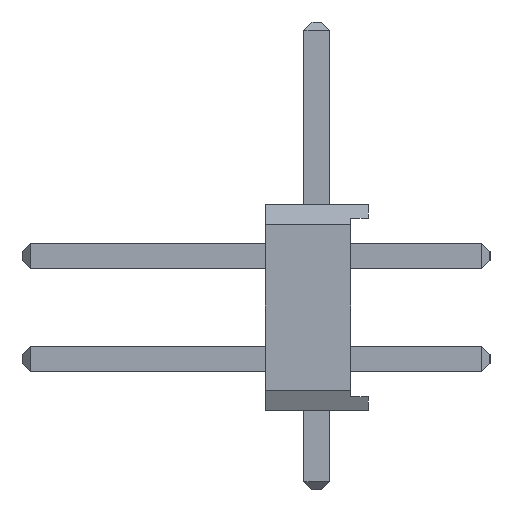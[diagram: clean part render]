
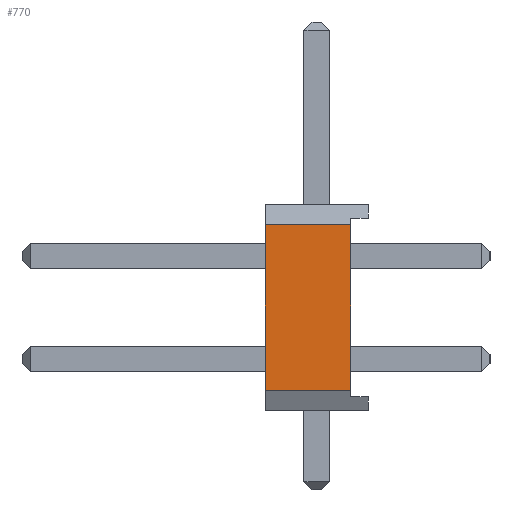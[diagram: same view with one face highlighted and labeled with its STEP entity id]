
A CAD part, left-side view. The second image highlights one B-rep face of the part: STEP entity #770.
In plain terms, the highlighted planar face has unit normal (-1, 0, 0).
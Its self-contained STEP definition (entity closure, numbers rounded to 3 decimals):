
#770 = ADVANCED_FACE( '', ( #2116 ), #2117, .T. );
#2116 = FACE_OUTER_BOUND( '', #4166, .T. );
#2117 = PLANE( '', #4167 );
#4166 = EDGE_LOOP( '', ( #6663, #6664, #6665, #6666 ) );
#4167 = AXIS2_PLACEMENT_3D( '', #6667, #6668, #6669 );
#6663 = ORIENTED_EDGE( '', *, *, #12212, .F. );
#6664 = ORIENTED_EDGE( '', *, *, #12332, .T. );
#6665 = ORIENTED_EDGE( '', *, *, #12333, .T. );
#6666 = ORIENTED_EDGE( '', *, *, #12334, .T. );
#6667 = CARTESIAN_POINT( '', ( -40.64, 0., 0. ) );
#6668 = DIRECTION( '', ( -1., 0., 0. ) );
#6669 = DIRECTION( '', ( 0., 0., 1. ) );
#12212 = EDGE_CURVE( '', #14768, #14770, #14771, .T. );
#12332 = EDGE_CURVE( '', #14768, #14971, #14972, .T. );
#12333 = EDGE_CURVE( '', #14971, #14973, #14974, .T. );
#12334 = EDGE_CURVE( '', #14973, #14770, #14975, .T. );
#14768 = VERTEX_POINT( '', #18501 );
#14770 = VERTEX_POINT( '', #18504 );
#14771 = LINE( '', #18505, #18506 );
#14971 = VERTEX_POINT( '', #18801 );
#14972 = LINE( '', #18802, #18803 );
#14973 = VERTEX_POINT( '', #18804 );
#14974 = LINE( '', #18805, #18806 );
#14975 = LINE( '', #18807, #18808 );
#18501 = CARTESIAN_POINT( '', ( -40.64, -0.832, -3.31 ) );
#18504 = CARTESIAN_POINT( '', ( -40.64, 1.27, -3.31 ) );
#18505 = CARTESIAN_POINT( '', ( -40.64, 0., -3.31 ) );
#18506 = VECTOR( '', #23338, 1000. );
#18801 = CARTESIAN_POINT( '', ( -40.64, -0.832, 0.77 ) );
#18802 = CARTESIAN_POINT( '', ( -40.64, -0.832, 0. ) );
#18803 = VECTOR( '', #23434, 1000. );
#18804 = CARTESIAN_POINT( '', ( -40.64, 1.27, 0.77 ) );
#18805 = CARTESIAN_POINT( '', ( -40.64, 0., 0.77 ) );
#18806 = VECTOR( '', #23435, 1000. );
#18807 = CARTESIAN_POINT( '', ( -40.64, 1.27, 1.27 ) );
#18808 = VECTOR( '', #23436, 1000. );
#23338 = DIRECTION( '', ( 0., 1., 0. ) );
#23434 = DIRECTION( '', ( 0., 0., 1. ) );
#23435 = DIRECTION( '', ( 0., 1., 0. ) );
#23436 = DIRECTION( '', ( 0., 0., -1. ) );
